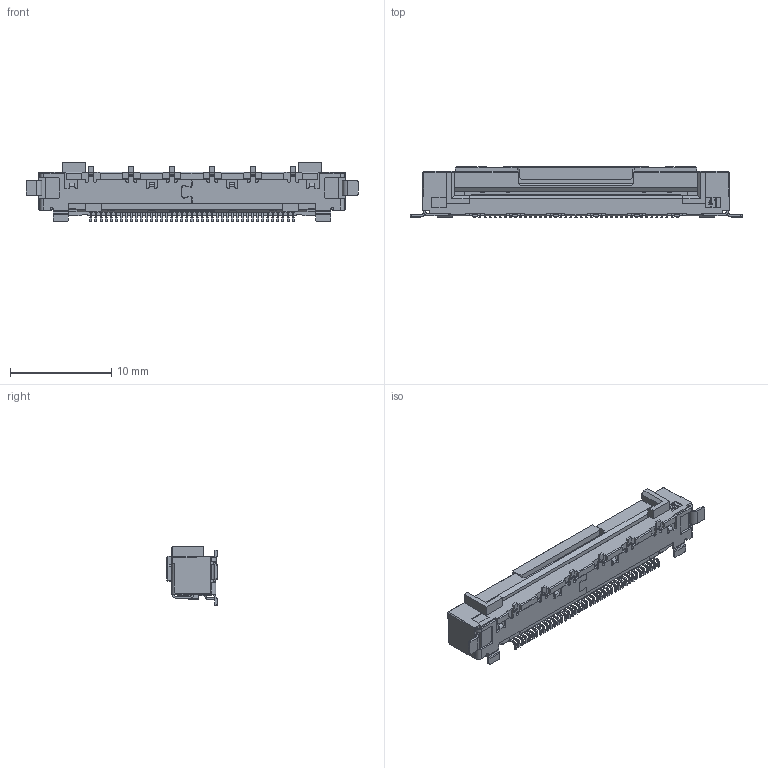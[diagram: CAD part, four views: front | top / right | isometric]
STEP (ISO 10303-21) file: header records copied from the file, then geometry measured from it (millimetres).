
FILE_DESCRIPTION (( 'STEP AP203' ), '1' );
FILE_NAME ('Part2^HF507S-xx-72(05).STEP', '2016-04-04T01:50:37', ( 'DELL-T3500' ), ( 'Microsoft' ), 'SwSTEP 2.0', 'SolidWorks 2014', '' );
FILE_SCHEMA (( 'CONFIG_CONTROL_DESIGN' ));
Products named in the file (1): Part2^HF507S-xx-72(05)
Bounding box: 32.85 x 4.95 x 5.9 mm (x, y, z)
Volume: 492.7 mm3; surface area: 1162.3 mm2
Topology: 1 solids, 5 shells, 2140 faces, 5996 edges, 3891 vertices
Faces by surface type: plane 1305, cylinder 641, torus 90, bspline 84, cone 20
Entity records: 69479 total; most frequent: CARTESIAN_POINT 15066, ORIENTED_EDGE 11992, DIRECTION 10652, EDGE_CURVE 5996, LINE 4070, VECTOR 4070, VERTEX_POINT 3891, AXIS2_PLACEMENT_3D 3291
